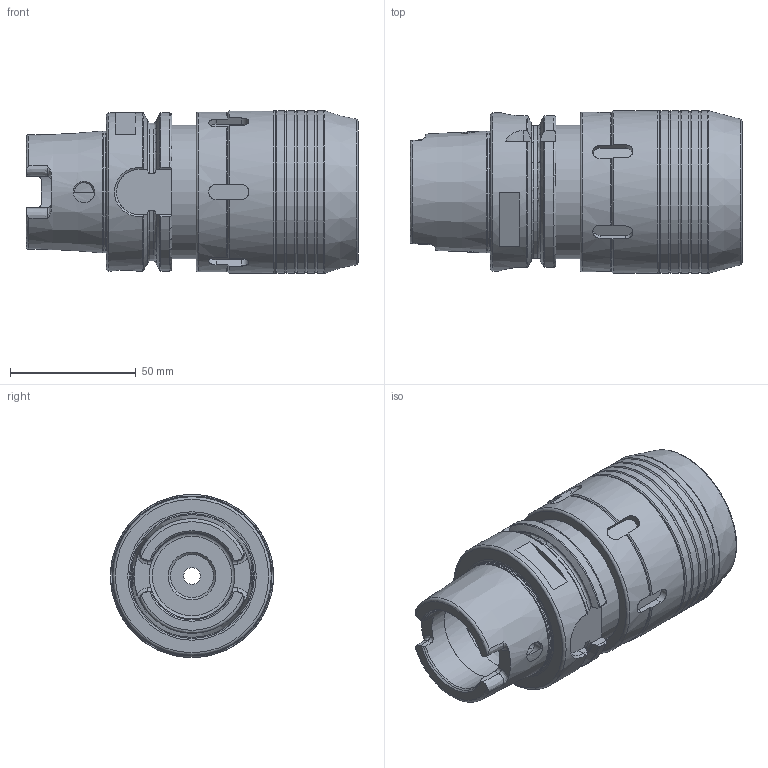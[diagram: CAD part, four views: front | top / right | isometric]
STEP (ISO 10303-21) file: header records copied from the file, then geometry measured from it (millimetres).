
FILE_DESCRIPTION(/* description */ (''),/* implementation_level */ '2;1');
FILE_NAME(/* name */ 'HSK063A-BC125-0394.stp',/* time_stamp */ '2019-07-11T16:04:08-05:00',/* author */ ('ldfli'),/* organization */ (''),/* preprocessor_version */ 'ST-DEVELOPER v18',/* originating_system */ 'Autodesk Inventor LT',/* authorisation */ '');
FILE_SCHEMA (('AUTOMOTIVE_DESIGN { 1 0 10303 214 3 1 1 }'));
Length unit declared in the file: millimetre
Products named in the file (1): HSK063A-BC125-0394
Bounding box: 132 x 64.8 x 64.8 mm (x, y, z)
Volume: 244210.1 mm3; surface area: 73066.4 mm2
Topology: 4 solids, 4 shells, 258 faces, 774 edges, 536 vertices
Faces by surface type: plane 83, cylinder 62, torus 51, cone 44, bspline 18
Full cylindrical faces by diameter (mm): 6.647 x1, 7.5 x2, 10 x1, 14 x1, 17 x1, 19 x1, 31.75 x1, 32.5 x1, 34 x2, 40 x1, 48.241 x1, 52.5 x1, 52.88 x1, 53 x1, 54 x1, 54.2 x1, 56.06 x2, 56.21 x2, 59 x1, 63 x2, 63.5 x1, 64.8 x6
Entity records: 11023 total; most frequent: CARTESIAN_POINT 4021, ORIENTED_EDGE 1552, DIRECTION 1447, EDGE_CURVE 776, AXIS2_PLACEMENT_3D 620, VERTEX_POINT 538, CIRCLE 380, EDGE_LOOP 280
